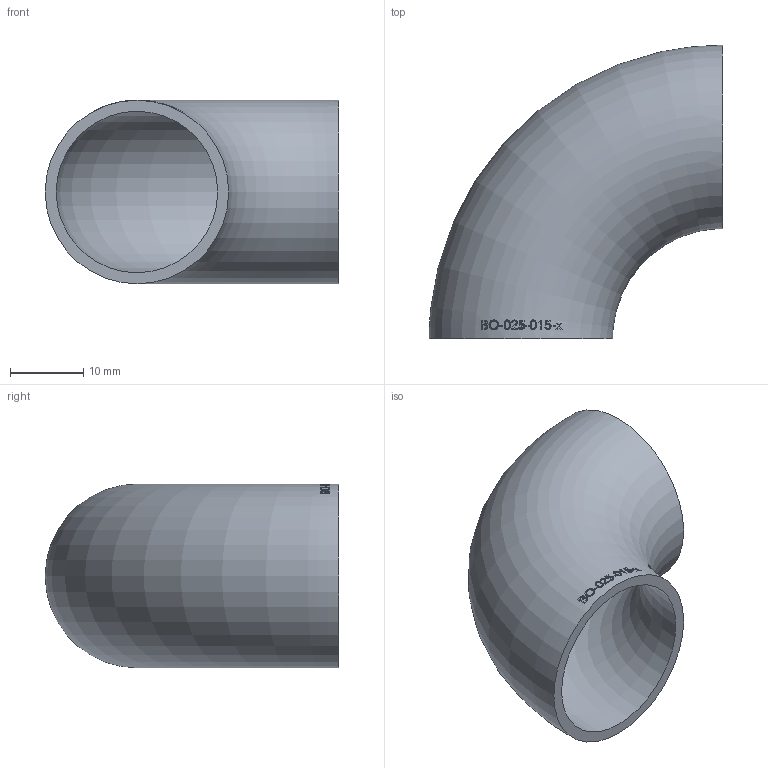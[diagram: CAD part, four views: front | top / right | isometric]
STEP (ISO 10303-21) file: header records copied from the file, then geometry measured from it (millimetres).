
FILE_DESCRIPTION (( 'STEP AP214' ), '1' );
FILE_NAME ('BO-025-015-x Bogen 1911.STEP', '2019-11-06T14:34:39', ( '' ), ( '' ), 'SwSTEP 2.0', 'SolidWorks 2016', '' );
FILE_SCHEMA (( 'AUTOMOTIVE_DESIGN' ));
Length unit declared in the file: millimetre
Products named in the file (1): BO-025-015-x Bogen 1911
Bounding box: 40 x 40 x 25 mm (x, y, z)
Volume: 4783.5 mm3; surface area: 6601.7 mm2
Topology: 1 solids, 1 shells, 139 faces, 364 edges, 243 vertices
Faces by surface type: plane 64, bspline 54, torus 21
Entity records: 8119 total; most frequent: CARTESIAN_POINT 3943, ORIENTED_EDGE 704, EDGE_CURVE 352, DIRECTION 292, VERTEX_POINT 236, B_SPLINE_CURVE_WITH_KNOTS 232, EDGE_LOOP 158, FACE_OUTER_BOUND 139
